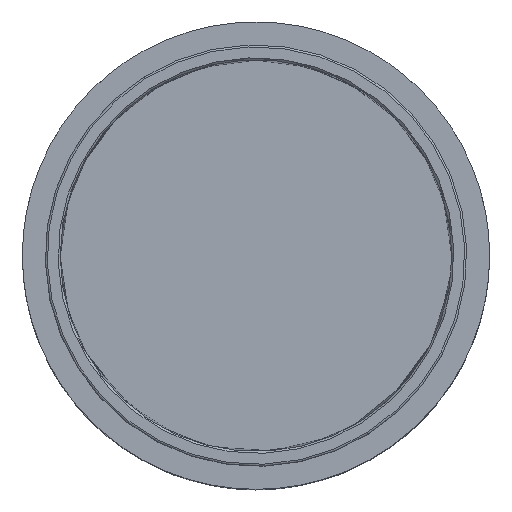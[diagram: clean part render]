
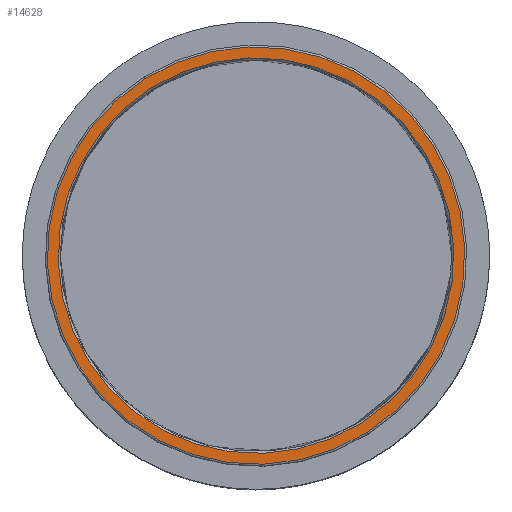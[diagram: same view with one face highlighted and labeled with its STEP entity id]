
A CAD part, top view. The second image highlights one B-rep face of the part: STEP entity #14628.
In plain terms, the highlighted planar face has unit normal (0, 0, 1).
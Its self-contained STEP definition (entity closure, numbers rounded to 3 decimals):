
#52 = CARTESIAN_POINT ( 'NONE',  ( 567.672, -902.277, 1945. ) ) ;
#488 = DIRECTION ( 'NONE',  ( 0., 0., -1. ) ) ;
#1775 = ORIENTED_EDGE ( 'NONE', *, *, #8901, .F. ) ;
#1965 = ORIENTED_EDGE ( 'NONE', *, *, #12406, .F. ) ;
#2823 = AXIS2_PLACEMENT_3D ( 'NONE', #11292, #488, #9494 ) ;
#2965 = DIRECTION ( 'NONE',  ( 0., 0., -1. ) ) ;
#3817 = VERTEX_POINT ( 'NONE', #52 ) ;
#4348 = FACE_OUTER_BOUND ( 'NONE', #6236, .T. ) ;
#6037 = FACE_BOUND ( 'NONE', #19018, .T. ) ;
#6075 = AXIS2_PLACEMENT_3D ( 'NONE', #13561, #18414, #11751 ) ;
#6236 = EDGE_LOOP ( 'NONE', ( #1965, #1775 ) ) ;
#6350 = CARTESIAN_POINT ( 'NONE',  ( 0., 0., 1945. ) ) ;
#6449 = CIRCLE ( 'NONE', #15070, 1066. ) ;
#6710 = VERTEX_POINT ( 'NONE', #20907 ) ;
#6765 = AXIS2_PLACEMENT_3D ( 'NONE', #9299, #13026, #7952 ) ;
#7952 = DIRECTION ( 'NONE',  ( 1., 0., 0. ) ) ;
#8901 = EDGE_CURVE ( 'NONE', #3817, #18077, #6449, .T. ) ;
#8926 = CIRCLE ( 'NONE', #2823, 1010. ) ;
#9299 = CARTESIAN_POINT ( 'NONE',  ( 0., 0., 1945. ) ) ;
#9393 = DIRECTION ( 'NONE',  ( -0.533, 0.846, 0. ) ) ;
#9494 = DIRECTION ( 'NONE',  ( -0.533, 0.846, 0. ) ) ;
#10883 = CARTESIAN_POINT ( 'NONE',  ( -567.672, 902.277, 1945. ) ) ;
#11292 = CARTESIAN_POINT ( 'NONE',  ( 0., 0., 1945. ) ) ;
#11751 = DIRECTION ( 'NONE',  ( -0.533, 0.846, 0. ) ) ;
#12201 = AXIS2_PLACEMENT_3D ( 'NONE', #12798, #19675, #15958 ) ;
#12406 = EDGE_CURVE ( 'NONE', #18077, #3817, #12910, .T. ) ;
#12798 = CARTESIAN_POINT ( 'NONE',  ( 0., 0., 1945. ) ) ;
#12910 = CIRCLE ( 'NONE', #6075, 1066. ) ;
#13026 = DIRECTION ( 'NONE',  ( 0., 0., 1. ) ) ;
#13561 = CARTESIAN_POINT ( 'NONE',  ( 0., 0., 1945. ) ) ;
#14418 = CARTESIAN_POINT ( 'NONE',  ( -537.851, 854.878, 1945. ) ) ;
#14628 = ADVANCED_FACE ( 'NONE', ( #6037, #4348 ), #19450, .T. ) ;
#15070 = AXIS2_PLACEMENT_3D ( 'NONE', #6350, #2965, #9393 ) ;
#15958 = DIRECTION ( 'NONE',  ( -0.533, 0.846, 0. ) ) ;
#18077 = VERTEX_POINT ( 'NONE', #10883 ) ;
#18342 = EDGE_CURVE ( 'NONE', #6710, #21376, #21918, .T. ) ;
#18414 = DIRECTION ( 'NONE',  ( 0., 0., -1. ) ) ;
#19018 = EDGE_LOOP ( 'NONE', ( #21844, #21705 ) ) ;
#19450 = PLANE ( 'NONE',  #6765 ) ;
#19561 = EDGE_CURVE ( 'NONE', #21376, #6710, #8926, .T. ) ;
#19675 = DIRECTION ( 'NONE',  ( 0., 0., -1. ) ) ;
#20907 = CARTESIAN_POINT ( 'NONE',  ( 537.851, -854.878, 1945. ) ) ;
#21376 = VERTEX_POINT ( 'NONE', #14418 ) ;
#21705 = ORIENTED_EDGE ( 'NONE', *, *, #19561, .T. ) ;
#21844 = ORIENTED_EDGE ( 'NONE', *, *, #18342, .T. ) ;
#21918 = CIRCLE ( 'NONE', #12201, 1010. ) ;
